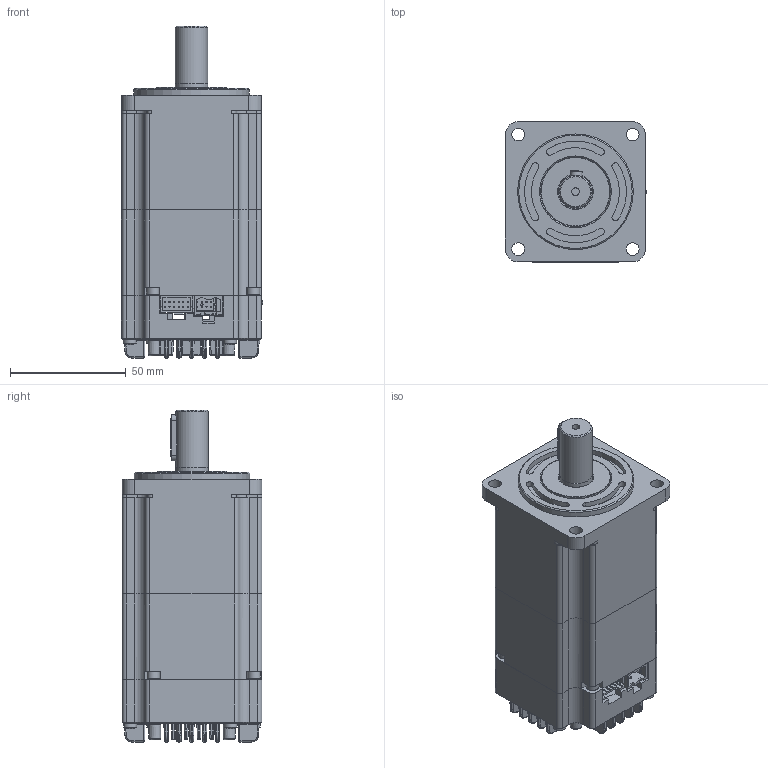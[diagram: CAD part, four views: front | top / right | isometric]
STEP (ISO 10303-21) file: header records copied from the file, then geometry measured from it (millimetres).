
FILE_DESCRIPTION (( 'STEP AP203' ), '1' );
FILE_NAME ('MD60AIS114-24-C00630-B1-5-1R-Z.STEP', '2025-03-13T06:16:25', ( '¼¼Êõ03' ), ( 'HP Inc.' ), 'SwSTEP 2.0', 'SolidWorks 2020', '' );
FILE_SCHEMA (( 'CONFIG_CONTROL_DESIGN' ));
Length unit declared in the file: millimetre
Products named in the file (1): MD60AIS114-24-C00630-B1-5-1R-Z
Bounding box: 60.99 x 60.5 x 143.5 mm (x, y, z)
Surface area: 46789.7 mm2 (no closed solid volume)
Topology: 0 solids, 28 shells, 1370 faces, 3277 edges, 1964 vertices
Faces by surface type: cylinder 615, plane 422, bspline 175, sphere 119, cone 24, torus 15
Full cylindrical faces by diameter (mm): 0.5 x28, 1 x2, 2.5 x5, 3.3 x1, 5.5 x8, 5.6 x4, 14 x1, 14.1 x1, 15 x1, 30 x1, 50 x1
Entity records: 41552 total; most frequent: CARTESIAN_POINT 11673, DIRECTION 6261, ORIENTED_EDGE 5950, EDGE_CURVE 3196, AXIS2_PLACEMENT_3D 2327, VERTEX_POINT 1949, LINE 1607, VECTOR 1607
